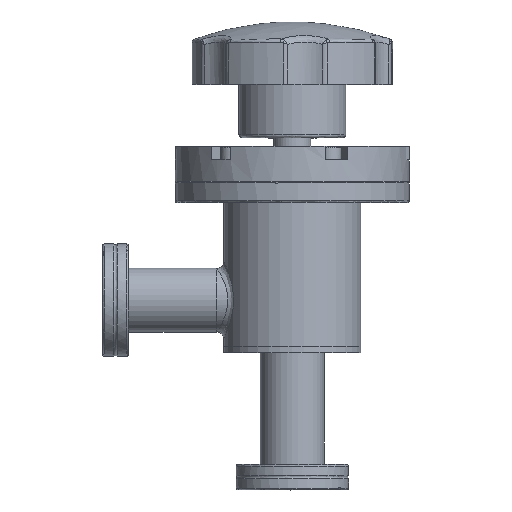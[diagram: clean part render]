
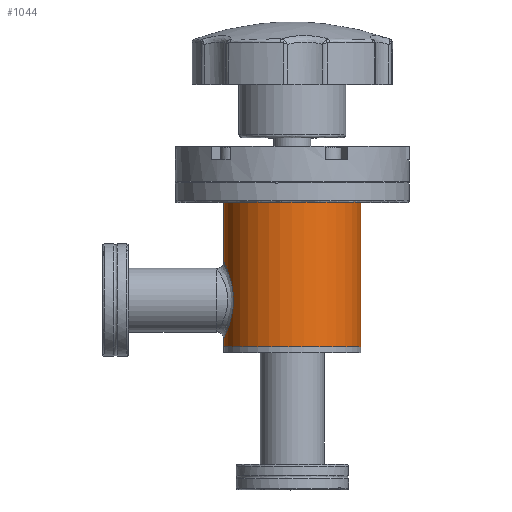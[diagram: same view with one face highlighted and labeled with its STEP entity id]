
A CAD part, top view. The second image highlights one B-rep face of the part: STEP entity #1044.
In plain terms, the highlighted cylindrical face has radius 20.5 mm (diameter 41 mm), a full revolution.
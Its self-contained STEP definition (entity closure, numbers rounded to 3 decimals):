
#106 = VERTEX_POINT ( 'NONE', #1473 ) ;
#579 = CYLINDRICAL_SURFACE ( 'NONE', #5819, 20.5 ) ;
#628 = DIRECTION ( 'NONE',  ( 0., 0., 1. ) ) ;
#811 = ORIENTED_EDGE ( 'NONE', *, *, #7460, .T. ) ;
#865 = EDGE_LOOP ( 'NONE', ( #9000 ) ) ;
#1044 = ADVANCED_FACE ( 'NONE', ( #7917, #6023 ), #579, .T. ) ;
#1416 = AXIS2_PLACEMENT_3D ( 'NONE', #3403, #6052, #628 ) ;
#1440 = CARTESIAN_POINT ( 'NONE',  ( 102.306, 80.584, 71.017 ) ) ;
#1473 = CARTESIAN_POINT ( 'NONE',  ( 102.306, 126.764, 71.017 ) ) ;
#2794 = DIRECTION ( 'NONE',  ( 0., 0., 1. ) ) ;
#3403 = CARTESIAN_POINT ( 'NONE',  ( 102.306, 126.764, 50.517 ) ) ;
#3410 = EDGE_CURVE ( 'NONE', #6220, #6220, #5898, .T. ) ;
#3941 = AXIS2_PLACEMENT_3D ( 'NONE', #7247, #4984, #2794 ) ;
#4984 = DIRECTION ( 'NONE',  ( 0., 1., 0. ) ) ;
#5482 = DIRECTION ( 'NONE',  ( 0., 0., 1. ) ) ;
#5819 = AXIS2_PLACEMENT_3D ( 'NONE', #6839, #6194, #5482 ) ;
#5881 = EDGE_LOOP ( 'NONE', ( #811 ) ) ;
#5898 = CIRCLE ( 'NONE', #3941, 20.5 ) ;
#6023 = FACE_OUTER_BOUND ( 'NONE', #5881, .T. ) ;
#6052 = DIRECTION ( 'NONE',  ( 0., -1., 0. ) ) ;
#6194 = DIRECTION ( 'NONE',  ( 0., 1., 0. ) ) ;
#6220 = VERTEX_POINT ( 'NONE', #1440 ) ;
#6839 = CARTESIAN_POINT ( 'NONE',  ( 102.306, 103.674, 50.517 ) ) ;
#7247 = CARTESIAN_POINT ( 'NONE',  ( 102.306, 80.584, 50.517 ) ) ;
#7460 = EDGE_CURVE ( 'NONE', #106, #106, #9267, .T. ) ;
#7917 = FACE_OUTER_BOUND ( 'NONE', #865, .T. ) ;
#9000 = ORIENTED_EDGE ( 'NONE', *, *, #3410, .T. ) ;
#9267 = CIRCLE ( 'NONE', #1416, 20.5 ) ;
